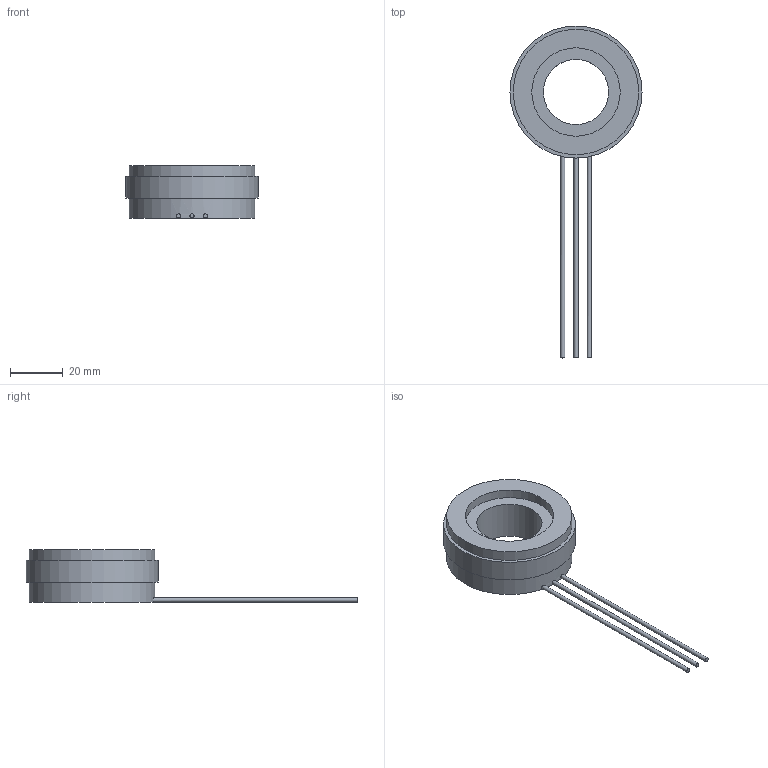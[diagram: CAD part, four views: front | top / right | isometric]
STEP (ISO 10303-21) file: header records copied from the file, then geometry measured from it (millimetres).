
FILE_DESCRIPTION(/* description */ (''),/* implementation_level */ '2;1');
FILE_NAME(/* name */ '4611130002827_01_web.stp',/* time_stamp */ '2025-01-27T13:45:28-08:00',/* author */ ('Harryle'),/* organization */ (''),/* preprocessor_version */ 'ST-DEVELOPER v19.2',/* originating_system */ 'Autodesk Inventor 2023',/* authorisation */ '');
FILE_SCHEMA (('AUTOMOTIVE_DESIGN { 1 0 10303 214 3 1 1 }'));
Length unit declared in the file: inch
Products named in the file (1): 4611130002827_01
Bounding box: 50 x 125.72 x 19.84 mm (x, y, z)
Volume: 25620.9 mm3; surface area: 8838.5 mm2
Topology: 1 solids, 1 shells, 18 faces, 30 edges, 21 vertices
Faces by surface type: cylinder 9, plane 9
Full cylindrical faces by diameter (mm): 1.6 x3, 24.74 x1, 33.5 x2, 47.5 x2, 50 x1
Entity records: 629 total; most frequent: CARTESIAN_POINT 172, DIRECTION 77, ORIENTED_EDGE 60, AXIS2_PLACEMENT_3D 34, EDGE_CURVE 30, EDGE_LOOP 27, VERTEX_POINT 21, FACE_OUTER_BOUND 18
